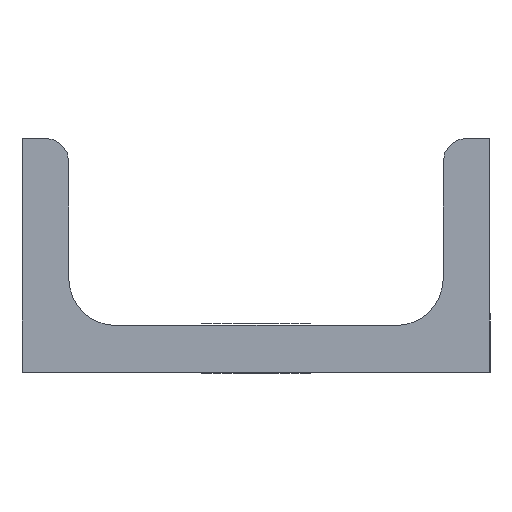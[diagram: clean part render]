
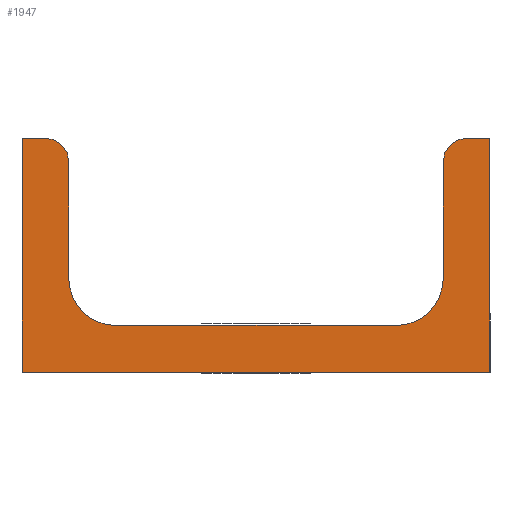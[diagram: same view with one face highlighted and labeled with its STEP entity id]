
A CAD part, left-side view. The second image highlights one B-rep face of the part: STEP entity #1947.
In plain terms, the highlighted planar face has unit normal (-1, 0, 0).
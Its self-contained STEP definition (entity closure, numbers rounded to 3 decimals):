
#235=PLANE('',#2041);
#319=FACE_OUTER_BOUND('',#403,.T.);
#403=EDGE_LOOP('',(#1638,#1639,#1640,#1641,#1642,#1643,#1644,#1645,#1646,
#1647,#1648,#1649));
#476=LINE('',#2898,#644);
#480=LINE('',#2910,#648);
#483=LINE('',#2916,#651);
#486=LINE('',#2922,#654);
#489=LINE('',#2928,#657);
#493=LINE('',#2940,#661);
#497=LINE('',#2952,#665);
#500=LINE('',#2957,#668);
#644=VECTOR('',#2264,1.);
#648=VECTOR('',#2276,1.);
#651=VECTOR('',#2281,1.);
#654=VECTOR('',#2286,1.);
#657=VECTOR('',#2291,1.);
#661=VECTOR('',#2303,1.);
#665=VECTOR('',#2315,1.);
#668=VECTOR('',#2320,1.);
#810=CIRCLE('',#2021,6.);
#812=CIRCLE('',#2025,3.);
#814=CIRCLE('',#2032,6.);
#816=CIRCLE('',#2036,3.);
#958=VERTEX_POINT('',#2888);
#959=VERTEX_POINT('',#2889);
#962=VERTEX_POINT('',#2897);
#964=VERTEX_POINT('',#2903);
#966=VERTEX_POINT('',#2909);
#968=VERTEX_POINT('',#2915);
#970=VERTEX_POINT('',#2921);
#972=VERTEX_POINT('',#2927);
#974=VERTEX_POINT('',#2933);
#976=VERTEX_POINT('',#2939);
#978=VERTEX_POINT('',#2945);
#980=VERTEX_POINT('',#2951);
#1262=EDGE_CURVE('',#958,#959,#810,.T.);
#1266=EDGE_CURVE('',#962,#958,#476,.T.);
#1269=EDGE_CURVE('',#964,#962,#812,.T.);
#1272=EDGE_CURVE('',#966,#964,#480,.T.);
#1275=EDGE_CURVE('',#968,#966,#483,.T.);
#1278=EDGE_CURVE('',#968,#970,#486,.T.);
#1281=EDGE_CURVE('',#972,#959,#489,.T.);
#1284=EDGE_CURVE('',#974,#972,#814,.T.);
#1287=EDGE_CURVE('',#976,#974,#493,.T.);
#1290=EDGE_CURVE('',#978,#976,#816,.T.);
#1293=EDGE_CURVE('',#980,#978,#497,.T.);
#1296=EDGE_CURVE('',#970,#980,#500,.T.);
#1638=ORIENTED_EDGE('',*,*,#1296,.T.);
#1639=ORIENTED_EDGE('',*,*,#1293,.T.);
#1640=ORIENTED_EDGE('',*,*,#1290,.T.);
#1641=ORIENTED_EDGE('',*,*,#1287,.T.);
#1642=ORIENTED_EDGE('',*,*,#1284,.T.);
#1643=ORIENTED_EDGE('',*,*,#1281,.T.);
#1644=ORIENTED_EDGE('',*,*,#1262,.F.);
#1645=ORIENTED_EDGE('',*,*,#1266,.F.);
#1646=ORIENTED_EDGE('',*,*,#1269,.F.);
#1647=ORIENTED_EDGE('',*,*,#1272,.F.);
#1648=ORIENTED_EDGE('',*,*,#1275,.F.);
#1649=ORIENTED_EDGE('',*,*,#1278,.T.);
#1947=ADVANCED_FACE('',(#319),#235,.T.);
#2021=AXIS2_PLACEMENT_3D('',#2890,#2256,#2257);
#2025=AXIS2_PLACEMENT_3D('',#2904,#2269,#2270);
#2032=AXIS2_PLACEMENT_3D('',#2934,#2296,#2297);
#2036=AXIS2_PLACEMENT_3D('',#2946,#2308,#2309);
#2041=AXIS2_PLACEMENT_3D('',#2960,#2324,#2325);
#2256=DIRECTION('center_axis',(-1.,0.,0.));
#2257=DIRECTION('ref_axis',(0.,1.,0.));
#2264=DIRECTION('',(0.,0.,-1.));
#2269=DIRECTION('center_axis',(1.,0.,0.));
#2270=DIRECTION('ref_axis',(0.,0.,1.));
#2276=DIRECTION('',(0.,-1.,0.));
#2281=DIRECTION('',(0.,0.,1.));
#2286=DIRECTION('',(0.,-1.,0.));
#2291=DIRECTION('',(0.,1.,0.));
#2296=DIRECTION('center_axis',(1.,0.,0.));
#2297=DIRECTION('ref_axis',(0.,-1.,0.));
#2303=DIRECTION('',(0.,0.,-1.));
#2308=DIRECTION('center_axis',(-1.,0.,0.));
#2309=DIRECTION('ref_axis',(0.,0.,1.));
#2315=DIRECTION('',(0.,1.,0.));
#2320=DIRECTION('',(0.,0.,1.));
#2324=DIRECTION('center_axis',(-1.,0.,0.));
#2325=DIRECTION('ref_axis',(0.,0.,-1.));
#2888=CARTESIAN_POINT('',(0.,54.088,12.012));
#2889=CARTESIAN_POINT('',(0.,48.088,6.012));
#2890=CARTESIAN_POINT('Origin',(0.,48.088,12.012));
#2897=CARTESIAN_POINT('',(0.,54.088,27.012));
#2898=CARTESIAN_POINT('',(0.,54.088,27.012));
#2903=CARTESIAN_POINT('',(0.,57.088,30.012));
#2904=CARTESIAN_POINT('Origin',(0.,57.088,27.012));
#2909=CARTESIAN_POINT('',(0.,60.088,30.012));
#2910=CARTESIAN_POINT('',(0.,60.088,30.012));
#2915=CARTESIAN_POINT('',(0.,60.088,0.012));
#2916=CARTESIAN_POINT('',(0.,60.088,0.012));
#2921=CARTESIAN_POINT('',(0.,0.088,0.012));
#2922=CARTESIAN_POINT('',(0.,30.088,0.012));
#2927=CARTESIAN_POINT('',(0.,12.088,6.012));
#2928=CARTESIAN_POINT('',(0.,12.088,6.012));
#2933=CARTESIAN_POINT('',(0.,6.088,12.012));
#2934=CARTESIAN_POINT('Origin',(0.,12.088,12.012));
#2939=CARTESIAN_POINT('',(0.,6.088,27.012));
#2940=CARTESIAN_POINT('',(0.,6.088,27.012));
#2945=CARTESIAN_POINT('',(0.,3.088,30.012));
#2946=CARTESIAN_POINT('Origin',(0.,3.088,27.012));
#2951=CARTESIAN_POINT('',(0.,0.088,30.012));
#2952=CARTESIAN_POINT('',(0.,0.088,30.012));
#2957=CARTESIAN_POINT('',(0.,0.088,0.012));
#2960=CARTESIAN_POINT('Origin',(0.,10.547,9.945));
